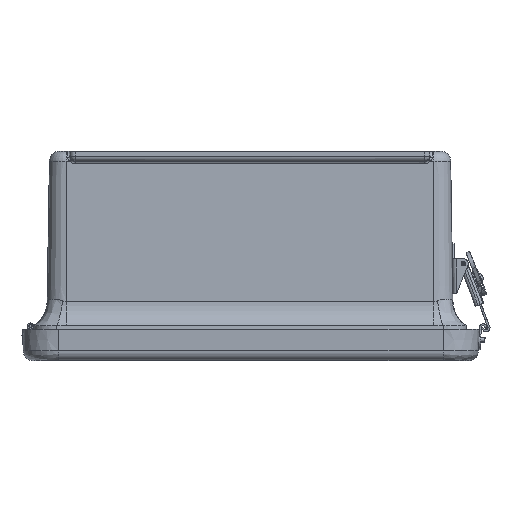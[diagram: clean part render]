
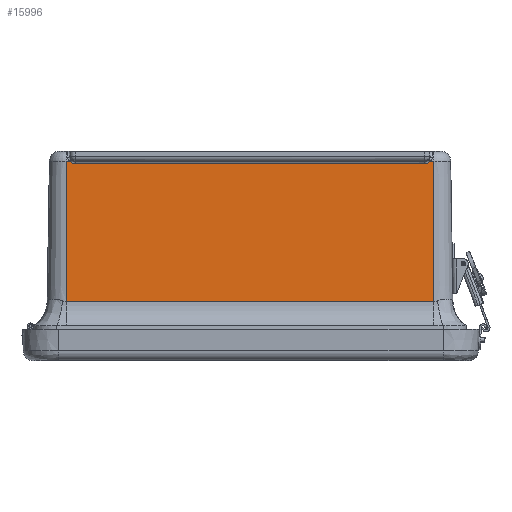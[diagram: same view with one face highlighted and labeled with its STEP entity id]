
A CAD part, left-side view. The second image highlights one B-rep face of the part: STEP entity #15996.
In plain terms, the highlighted planar face has unit normal (-1, 0, 0.016).
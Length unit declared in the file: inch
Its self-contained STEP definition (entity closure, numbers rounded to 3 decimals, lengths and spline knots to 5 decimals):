
#378 = EDGE_CURVE ( 'NONE', #27236, #51865, #52878, .T. ) ;
#1741 = CARTESIAN_POINT ( 'NONE',  ( -5.74891, -2.28627, 2.25396 ) ) ;
#1829 = VERTEX_POINT ( 'NONE', #42596 ) ;
#3370 = LINE ( 'NONE', #17820, #40920 ) ;
#3422 = CARTESIAN_POINT ( 'NONE',  ( -5.74995, 4.38561, 2.18995 ) ) ;
#3482 = EDGE_CURVE ( 'NONE', #56530, #9335, #27213, .T. ) ;
#4418 = VECTOR ( 'NONE', #15133, 39.37008 ) ;
#5107 = VECTOR ( 'NONE', #31389, 39.37008 ) ;
#6605 = AXIS2_PLACEMENT_3D ( 'NONE', #26235, #45351, #27251 ) ;
#6820 = EDGE_CURVE ( 'NONE', #56530, #28931, #8156, .T. ) ;
#7000 = DIRECTION ( 'NONE',  ( 0., 1., 0. ) ) ;
#7222 = VECTOR ( 'NONE', #7000, 39.37008 ) ;
#8156 = LINE ( 'NONE', #23822, #42748 ) ;
#8327 = ORIENTED_EDGE ( 'NONE', *, *, #3482, .F. ) ;
#9335 = VERTEX_POINT ( 'NONE', #36276 ) ;
#12947 = CARTESIAN_POINT ( 'NONE',  ( -5.74978, -4.4264, 2.20024 ) ) ;
#13390 = CARTESIAN_POINT ( 'NONE',  ( -5.74891, 4.52693, 2.25396 ) ) ;
#13483 = CARTESIAN_POINT ( 'NONE',  ( -5.74992, 4.41186, 2.19176 ) ) ;
#13553 = CARTESIAN_POINT ( 'NONE',  ( -5.74911, -4.49446, 2.24192 ) ) ;
#14749 = B_SPLINE_CURVE_WITH_KNOTS ( 'NONE', 3,
 ( #41760, #32232, #13553, #32427, #60580, #60372, #46234, #60176, #46437, #12947, #31839, #22788, #41151, #17946, #50747, #46646 ),
 .UNSPECIFIED., .F., .F.,
 ( 4, 1, 2, 2, 2, 1, 2, 2, 4 ),
 ( 0., 0.125, 0.1875, 0.25, 0.5, 0.625, 0.6875, 0.75, 1. ),
 .UNSPECIFIED. ) ;
#15133 = DIRECTION ( 'NONE',  ( 0., -1., 0. ) ) ;
#15996 = ADVANCED_FACE ( 'NONE', ( #54157 ), #54353, .T. ) ;
#17220 = EDGE_CURVE ( 'NONE', #9335, #42668, #22729, .T. ) ;
#17456 = CARTESIAN_POINT ( 'NONE',  ( -5.74922, 4.50854, 2.2351 ) ) ;
#17820 = CARTESIAN_POINT ( 'NONE',  ( -5.74494, -4.58314, 2.49993 ) ) ;
#17946 = CARTESIAN_POINT ( 'NONE',  ( -5.74992, -4.3907, 2.19133 ) ) ;
#18068 = CARTESIAN_POINT ( 'NONE',  ( -5.74947, 4.48686, 2.2195 ) ) ;
#19439 = ORIENTED_EDGE ( 'NONE', *, *, #378, .F. ) ;
#22518 = CARTESIAN_POINT ( 'NONE',  ( -5.74907, 4.51821, 2.24402 ) ) ;
#22729 = LINE ( 'NONE', #1741, #4418 ) ;
#22788 = CARTESIAN_POINT ( 'NONE',  ( -5.74986, -4.41022, 2.19559 ) ) ;
#22915 = CARTESIAN_POINT ( 'NONE',  ( -5.74956, 4.4783, 2.21414 ) ) ;
#23822 = CARTESIAN_POINT ( 'NONE',  ( -5.8055, -4.58314, -1.25228 ) ) ;
#24042 = DIRECTION ( 'NONE',  ( 0., -1., 0. ) ) ;
#26235 = CARTESIAN_POINT ( 'NONE',  ( -5.8256, -4.58314, -2.49809 ) ) ;
#27213 = LINE ( 'NONE', #27768, #40435 ) ;
#27236 = VERTEX_POINT ( 'NONE', #38590 ) ;
#27251 = DIRECTION ( 'NONE',  ( 0.016, 0., 1. ) ) ;
#27283 = CARTESIAN_POINT ( 'NONE',  ( -5.74891, -4.58314, 2.25396 ) ) ;
#27577 = ORIENTED_EDGE ( 'NONE', *, *, #58760, .T. ) ;
#27768 = CARTESIAN_POINT ( 'NONE',  ( -5.74494, 4.60436, 2.49993 ) ) ;
#28931 = VERTEX_POINT ( 'NONE', #54313 ) ;
#30730 = LINE ( 'NONE', #58571, #7222 ) ;
#31389 = DIRECTION ( 'NONE',  ( 0., -1., 0. ) ) ;
#31765 = CARTESIAN_POINT ( 'NONE',  ( -5.74963, 4.46934, 2.20949 ) ) ;
#31839 = CARTESIAN_POINT ( 'NONE',  ( -5.74983, -4.41673, 2.19734 ) ) ;
#32232 = CARTESIAN_POINT ( 'NONE',  ( -5.74899, -4.50136, 2.249 ) ) ;
#32427 = CARTESIAN_POINT ( 'NONE',  ( -5.74921, -4.48704, 2.23542 ) ) ;
#33820 = CARTESIAN_POINT ( 'NONE',  ( -5.74995, -4.36439, 2.18995 ) ) ;
#36276 = CARTESIAN_POINT ( 'NONE',  ( -5.74891, 4.60436, 2.25396 ) ) ;
#37140 = ORIENTED_EDGE ( 'NONE', *, *, #51401, .T. ) ;
#38590 = CARTESIAN_POINT ( 'NONE',  ( -5.74891, -4.50571, 2.25396 ) ) ;
#40435 = VECTOR ( 'NONE', #46664, 39.37008 ) ;
#40920 = VECTOR ( 'NONE', #41039, 39.37008 ) ;
#41039 = DIRECTION ( 'NONE',  ( -0.016, 0., -1. ) ) ;
#41151 = CARTESIAN_POINT ( 'NONE',  ( -5.74987, -4.40686, 2.19478 ) ) ;
#41282 = CARTESIAN_POINT ( 'NONE',  ( -5.74983, 4.43806, 2.19691 ) ) ;
#41760 = CARTESIAN_POINT ( 'NONE',  ( -5.74891, -4.50571, 2.25396 ) ) ;
#42596 = CARTESIAN_POINT ( 'NONE',  ( -5.74995, 4.38561, 2.18995 ) ) ;
#42668 = VERTEX_POINT ( 'NONE', #13390 ) ;
#42748 = VECTOR ( 'NONE', #24042, 39.37008 ) ;
#44910 = ORIENTED_EDGE ( 'NONE', *, *, #6820, .T. ) ;
#45351 = DIRECTION ( 'NONE',  ( -1., 0., 0.016 ) ) ;
#45550 = CARTESIAN_POINT ( 'NONE',  ( -5.74941, 4.49247, 2.22323 ) ) ;
#46234 = CARTESIAN_POINT ( 'NONE',  ( -5.74948, -4.46589, 2.21912 ) ) ;
#46369 = CARTESIAN_POINT ( 'NONE',  ( -5.74995, 4.39222, 2.18995 ) ) ;
#46437 = CARTESIAN_POINT ( 'NONE',  ( -5.74972, -4.43581, 2.20391 ) ) ;
#46646 = CARTESIAN_POINT ( 'NONE',  ( -5.74995, -4.36439, 2.18995 ) ) ;
#46664 = DIRECTION ( 'NONE',  ( 0.016, 0., 1. ) ) ;
#48160 = ORIENTED_EDGE ( 'NONE', *, *, #17220, .F. ) ;
#48248 = B_SPLINE_CURVE_WITH_KNOTS ( 'NONE', 3,
 ( #3422, #46369, #55373, #13483, #51076, #50670, #41282, #59909, #31765, #22915, #18068, #45550, #50873, #17456, #22518, #55585 ),
 .UNSPECIFIED., .F., .F.,
 ( 4, 1, 2, 2, 2, 1, 2, 2, 4 ),
 ( 0., 0.125, 0.1875, 0.25, 0.5, 0.625, 0.6875, 0.75, 1. ),
 .UNSPECIFIED. ) ;
#50670 = CARTESIAN_POINT ( 'NONE',  ( -5.74989, 4.42154, 2.19338 ) ) ;
#50747 = CARTESIAN_POINT ( 'NONE',  ( -5.74995, -4.37762, 2.18995 ) ) ;
#50873 = CARTESIAN_POINT ( 'NONE',  ( -5.74938, 4.4953, 2.22523 ) ) ;
#51076 = CARTESIAN_POINT ( 'NONE',  ( -5.7499, 4.41836, 2.19279 ) ) ;
#51401 = EDGE_CURVE ( 'NONE', #27236, #52051, #14749, .T. ) ;
#51865 = VERTEX_POINT ( 'NONE', #27283 ) ;
#52051 = VERTEX_POINT ( 'NONE', #33820 ) ;
#52440 = ORIENTED_EDGE ( 'NONE', *, *, #55272, .F. ) ;
#52652 = ORIENTED_EDGE ( 'NONE', *, *, #60264, .T. ) ;
#52878 = LINE ( 'NONE', #54993, #5107 ) ;
#53347 = EDGE_LOOP ( 'NONE', ( #52440, #19439, #37140, #27577, #52652, #48160, #8327, #44910 ) ) ;
#54157 = FACE_OUTER_BOUND ( 'NONE', #53347, .T. ) ;
#54313 = CARTESIAN_POINT ( 'NONE',  ( -5.8055, -4.58314, -1.25228 ) ) ;
#54353 = PLANE ( 'NONE',  #6605 ) ;
#54993 = CARTESIAN_POINT ( 'NONE',  ( -5.74891, -2.28627, 2.25396 ) ) ;
#55272 = EDGE_CURVE ( 'NONE', #51865, #28931, #3370, .T. ) ;
#55373 = CARTESIAN_POINT ( 'NONE',  ( -5.74994, 4.40208, 2.19046 ) ) ;
#55585 = CARTESIAN_POINT ( 'NONE',  ( -5.74891, 4.52693, 2.25396 ) ) ;
#56530 = VERTEX_POINT ( 'NONE', #60091 ) ;
#58571 = CARTESIAN_POINT ( 'NONE',  ( -5.74995, -2.28627, 2.18995 ) ) ;
#58760 = EDGE_CURVE ( 'NONE', #52051, #1829, #30730, .T. ) ;
#59909 = CARTESIAN_POINT ( 'NONE',  ( -5.74977, 4.45087, 2.20112 ) ) ;
#60091 = CARTESIAN_POINT ( 'NONE',  ( -5.8055, 4.60436, -1.25228 ) ) ;
#60176 = CARTESIAN_POINT ( 'NONE',  ( -5.74959, -4.45428, 2.21228 ) ) ;
#60264 = EDGE_CURVE ( 'NONE', #1829, #42668, #48248, .T. ) ;
#60372 = CARTESIAN_POINT ( 'NONE',  ( -5.74931, -4.47944, 2.22922 ) ) ;
#60580 = CARTESIAN_POINT ( 'NONE',  ( -5.74928, -4.48197, 2.23122 ) ) ;
